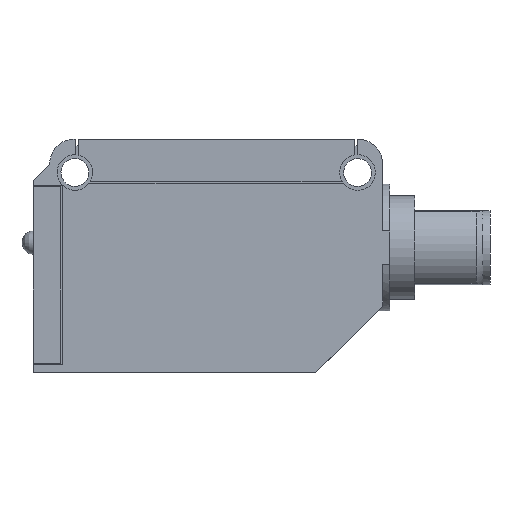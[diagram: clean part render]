
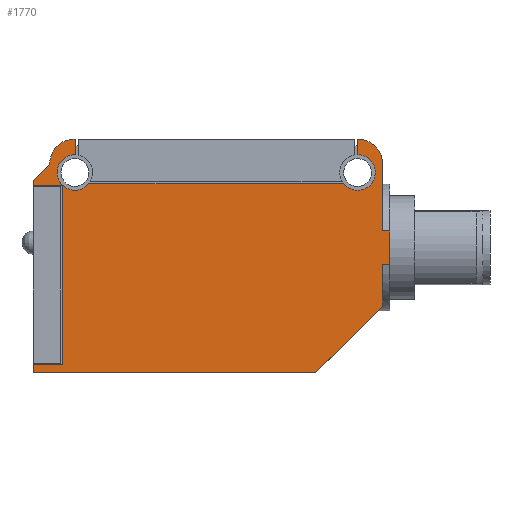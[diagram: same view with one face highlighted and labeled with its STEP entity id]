
A CAD part, left-side view. The second image highlights one B-rep face of the part: STEP entity #1770.
In plain terms, the highlighted planar face has unit normal (-1, 0, 0).
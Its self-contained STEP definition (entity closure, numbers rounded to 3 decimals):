
#73=LINE('',#2595,#255);
#76=LINE('',#2603,#258);
#81=LINE('',#2616,#263);
#85=LINE('',#2625,#267);
#98=LINE('',#2698,#280);
#107=LINE('',#2727,#289);
#117=LINE('',#2755,#299);
#130=LINE('',#2827,#312);
#136=LINE('',#2840,#318);
#145=LINE('',#2915,#327);
#160=LINE('',#2952,#342);
#167=LINE('',#3026,#349);
#173=LINE('',#3037,#355);
#183=LINE('',#3069,#365);
#187=LINE('',#3078,#369);
#188=LINE('',#3079,#370);
#189=LINE('',#3080,#371);
#190=LINE('',#3081,#372);
#255=VECTOR('',#2078,1.);
#258=VECTOR('',#2083,1.);
#263=VECTOR('',#2092,1.);
#267=VECTOR('',#2098,1.);
#280=VECTOR('',#2123,1.);
#289=VECTOR('',#2148,1.);
#299=VECTOR('',#2176,1.);
#312=VECTOR('',#2201,1.);
#318=VECTOR('',#2209,1.);
#327=VECTOR('',#2252,1.);
#342=VECTOR('',#2287,1.);
#349=VECTOR('',#2328,1.);
#355=VECTOR('',#2340,1.);
#365=VECTOR('',#2370,1.);
#369=VECTOR('',#2380,1.);
#370=VECTOR('',#2381,1.);
#371=VECTOR('',#2382,1.);
#372=VECTOR('',#2383,1.);
#488=FACE_OUTER_BOUND('',#591,.T.);
#591=EDGE_LOOP('',(#1407,#1408,#1409,#1410,#1411,#1412,#1413,#1414,#1415,
#1416,#1417,#1418,#1419,#1420,#1421,#1422,#1423,#1424,#1425,#1426,#1427,
#1428));
#671=CIRCLE('',#1926,1.6);
#678=CIRCLE('',#1939,1.6);
#679=CIRCLE('',#1941,2.2);
#680=CIRCLE('',#1944,2.2);
#724=VERTEX_POINT('',#2589);
#726=VERTEX_POINT('',#2593);
#729=VERTEX_POINT('',#2600);
#730=VERTEX_POINT('',#2602);
#735=VERTEX_POINT('',#2613);
#736=VERTEX_POINT('',#2615);
#739=VERTEX_POINT('',#2622);
#740=VERTEX_POINT('',#2624);
#751=VERTEX_POINT('',#2691);
#754=VERTEX_POINT('',#2696);
#765=VERTEX_POINT('',#2724);
#775=VERTEX_POINT('',#2753);
#790=VERTEX_POINT('',#2825);
#791=VERTEX_POINT('',#2826);
#796=VERTEX_POINT('',#2837);
#797=VERTEX_POINT('',#2839);
#819=VERTEX_POINT('',#2943);
#820=VERTEX_POINT('',#2949);
#821=VERTEX_POINT('',#2951);
#831=VERTEX_POINT('',#3025);
#844=VERTEX_POINT('',#3065);
#845=VERTEX_POINT('',#3067);
#900=EDGE_CURVE('',#726,#724,#73,.T.);
#903=EDGE_CURVE('',#729,#730,#76,.T.);
#909=EDGE_CURVE('',#735,#736,#81,.T.);
#913=EDGE_CURVE('',#740,#739,#85,.T.);
#929=EDGE_CURVE('',#751,#754,#98,.T.);
#942=EDGE_CURVE('',#739,#765,#107,.T.);
#957=EDGE_CURVE('',#775,#735,#117,.T.);
#973=EDGE_CURVE('',#790,#791,#130,.T.);
#979=EDGE_CURVE('',#796,#797,#136,.T.);
#994=EDGE_CURVE('',#765,#730,#671,.T.);
#1000=EDGE_CURVE('',#736,#790,#145,.T.);
#1017=EDGE_CURVE('',#729,#819,#678,.T.);
#1018=EDGE_CURVE('',#740,#726,#679,.T.);
#1020=EDGE_CURVE('',#821,#820,#160,.T.);
#1022=EDGE_CURVE('',#821,#796,#680,.T.);
#1038=EDGE_CURVE('',#751,#831,#167,.T.);
#1046=EDGE_CURVE('',#754,#791,#173,.T.);
#1061=EDGE_CURVE('',#844,#845,#183,.T.);
#1065=EDGE_CURVE('',#797,#819,#187,.T.);
#1066=EDGE_CURVE('',#831,#820,#188,.T.);
#1067=EDGE_CURVE('',#775,#844,#189,.T.);
#1068=EDGE_CURVE('',#724,#845,#190,.T.);
#1407=ORIENTED_EDGE('',*,*,#903,.F.);
#1408=ORIENTED_EDGE('',*,*,#1017,.T.);
#1409=ORIENTED_EDGE('',*,*,#1065,.F.);
#1410=ORIENTED_EDGE('',*,*,#979,.F.);
#1411=ORIENTED_EDGE('',*,*,#1022,.F.);
#1412=ORIENTED_EDGE('',*,*,#1020,.T.);
#1413=ORIENTED_EDGE('',*,*,#1066,.F.);
#1414=ORIENTED_EDGE('',*,*,#1038,.F.);
#1415=ORIENTED_EDGE('',*,*,#929,.T.);
#1416=ORIENTED_EDGE('',*,*,#1046,.T.);
#1417=ORIENTED_EDGE('',*,*,#973,.F.);
#1418=ORIENTED_EDGE('',*,*,#1000,.F.);
#1419=ORIENTED_EDGE('',*,*,#909,.F.);
#1420=ORIENTED_EDGE('',*,*,#957,.F.);
#1421=ORIENTED_EDGE('',*,*,#1067,.T.);
#1422=ORIENTED_EDGE('',*,*,#1061,.T.);
#1423=ORIENTED_EDGE('',*,*,#1068,.F.);
#1424=ORIENTED_EDGE('',*,*,#900,.F.);
#1425=ORIENTED_EDGE('',*,*,#1018,.F.);
#1426=ORIENTED_EDGE('',*,*,#913,.T.);
#1427=ORIENTED_EDGE('',*,*,#942,.T.);
#1428=ORIENTED_EDGE('',*,*,#994,.T.);
#1684=PLANE('',#1975);
#1770=ADVANCED_FACE('',(#488),#1684,.F.);
#1926=AXIS2_PLACEMENT_3D('',#2867,#2237,#2238);
#1939=AXIS2_PLACEMENT_3D('',#2945,#2278,#2279);
#1941=AXIS2_PLACEMENT_3D('',#2947,#2282,#2283);
#1944=AXIS2_PLACEMENT_3D('',#2955,#2291,#2292);
#1975=AXIS2_PLACEMENT_3D('',#3077,#2378,#2379);
#2078=DIRECTION('',(0.,0.,-1.));
#2083=DIRECTION('',(0.,-1.,0.));
#2092=DIRECTION('',(0.,0.707,-0.707));
#2098=DIRECTION('',(0.,1.,0.));
#2123=DIRECTION('',(0.,0.,-1.));
#2148=DIRECTION('',(0.,0.,-1.));
#2176=DIRECTION('',(0.,0.,-1.));
#2201=DIRECTION('',(0.,0.,1.));
#2209=DIRECTION('',(0.,-1.,0.));
#2237=DIRECTION('center_axis',(1.,0.,0.));
#2238=DIRECTION('ref_axis',(0.,1.,0.));
#2252=DIRECTION('',(0.,1.,0.));
#2278=DIRECTION('center_axis',(1.,0.,0.));
#2279=DIRECTION('ref_axis',(0.,1.,0.));
#2282=DIRECTION('center_axis',(1.,0.,0.));
#2283=DIRECTION('ref_axis',(0.,-1.,0.));
#2287=DIRECTION('',(0.,0.731,-0.682));
#2291=DIRECTION('center_axis',(1.,0.,0.));
#2292=DIRECTION('ref_axis',(0.,1.,0.));
#2328=DIRECTION('',(0.,1.,0.));
#2340=DIRECTION('',(0.,1.,0.));
#2370=DIRECTION('',(0.,0.,1.));
#2378=DIRECTION('center_axis',(1.,0.,0.));
#2379=DIRECTION('ref_axis',(0.,-1.,0.));
#2380=DIRECTION('',(0.,0.,-1.));
#2381=DIRECTION('',(0.,0.,1.));
#2382=DIRECTION('',(0.,-1.,0.));
#2383=DIRECTION('',(0.,-1.,0.));
#2589=CARTESIAN_POINT('',(-5.5,-14.25,-13.753));
#2593=CARTESIAN_POINT('',(-5.5,-14.25,-7.7));
#2595=CARTESIAN_POINT('',(-5.5,-14.25,-5.5));
#2600=CARTESIAN_POINT('',(-5.5,12.151,-9.5));
#2602=CARTESIAN_POINT('',(-5.5,-10.751,-9.5));
#2603=CARTESIAN_POINT('',(-5.5,14.9,-9.5));
#2613=CARTESIAN_POINT('',(-5.5,-14.25,-20.5));
#2615=CARTESIAN_POINT('',(-5.5,-8.25,-26.5));
#2616=CARTESIAN_POINT('',(-5.5,-29.25,-5.5));
#2622=CARTESIAN_POINT('',(-5.5,-12.,-5.5));
#2624=CARTESIAN_POINT('',(-5.5,-12.05,-5.5));
#2625=CARTESIAN_POINT('',(-5.5,14.9,-5.5));
#2691=CARTESIAN_POINT('',(-5.5,14.55,-9.65));
#2696=CARTESIAN_POINT('',(-5.5,14.55,-25.75));
#2698=CARTESIAN_POINT('',(-5.5,14.55,-5.5));
#2724=CARTESIAN_POINT('',(-5.5,-12.,-6.9));
#2727=CARTESIAN_POINT('',(-5.5,-12.,-5.5));
#2753=CARTESIAN_POINT('',(-5.5,-14.25,-16.747));
#2755=CARTESIAN_POINT('',(-5.5,-14.25,-5.5));
#2825=CARTESIAN_POINT('',(-5.5,17.15,-26.5));
#2826=CARTESIAN_POINT('',(-5.5,17.15,-25.75));
#2827=CARTESIAN_POINT('',(-5.5,17.15,-5.5));
#2837=CARTESIAN_POINT('',(-5.5,13.45,-5.5));
#2839=CARTESIAN_POINT('',(-5.5,13.3,-5.5));
#2840=CARTESIAN_POINT('',(-5.5,14.9,-5.5));
#2867=CARTESIAN_POINT('Origin',(-5.5,-12.,-8.5));
#2915=CARTESIAN_POINT('',(-5.5,14.9,-26.5));
#2943=CARTESIAN_POINT('',(-5.5,13.3,-6.903));
#2945=CARTESIAN_POINT('Origin',(-5.5,13.4,-8.5));
#2947=CARTESIAN_POINT('Origin',(-5.5,-12.05,-7.7));
#2949=CARTESIAN_POINT('',(-5.5,17.15,-9.194));
#2951=CARTESIAN_POINT('',(-5.5,15.648,-7.793));
#2952=CARTESIAN_POINT('',(-5.5,14.9,-7.096));
#2955=CARTESIAN_POINT('Origin',(-5.5,13.45,-7.7));
#3025=CARTESIAN_POINT('',(-5.5,17.15,-9.65));
#3026=CARTESIAN_POINT('',(-5.5,14.9,-9.65));
#3037=CARTESIAN_POINT('',(-5.5,14.9,-25.75));
#3065=CARTESIAN_POINT('',(-5.5,-14.9,-16.747));
#3067=CARTESIAN_POINT('',(-5.5,-14.9,-13.753));
#3069=CARTESIAN_POINT('',(-5.5,-14.9,-5.5));
#3077=CARTESIAN_POINT('Origin',(-5.5,-14.9,-5.5));
#3078=CARTESIAN_POINT('',(-5.5,13.3,-5.5));
#3079=CARTESIAN_POINT('',(-5.5,17.15,-5.5));
#3080=CARTESIAN_POINT('',(-5.5,-14.732,-16.747));
#3081=CARTESIAN_POINT('',(-5.5,-14.732,-13.753));
